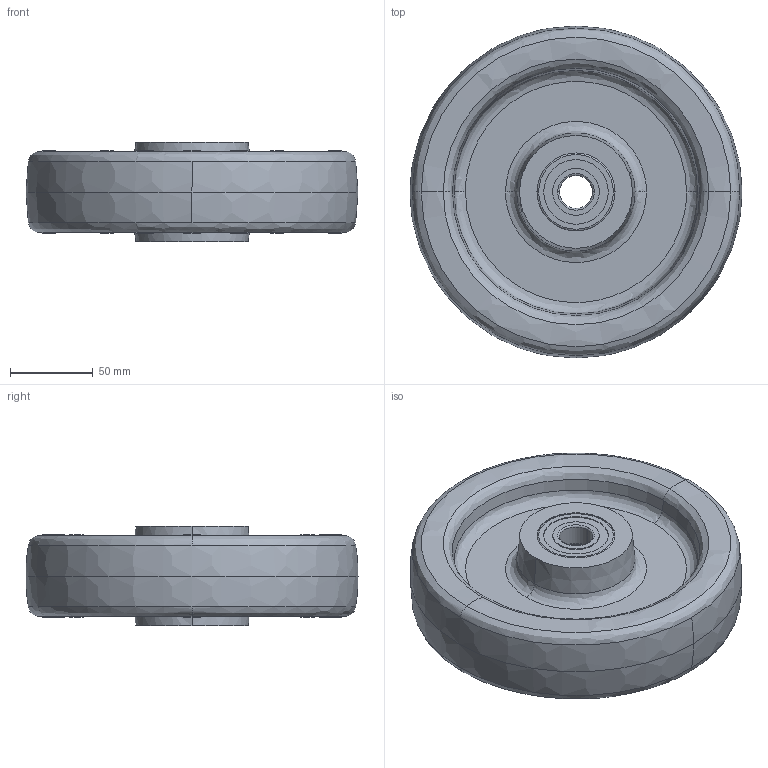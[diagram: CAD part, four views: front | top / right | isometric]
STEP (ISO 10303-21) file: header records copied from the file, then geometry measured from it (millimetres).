
FILE_DESCRIPTION (( 'STEP AP214' ), '1' );
FILE_NAME ('0043897_PAM-200-50-60-K20-VA-EC.STEP', '2016-06-16T08:14:17', ( '' ), ( '' ), 'SwSTEP 2.0', 'SolidWorks 2016', '' );
FILE_SCHEMA (( 'AUTOMOTIVE_DESIGN' ));
Length unit declared in the file: millimetre
Products named in the file (1): 0043897_PAM-200-50-60-K20-VA-EC
Bounding box: 200 x 200 x 60 mm (x, y, z)
Surface area: 116171.5 mm2 (no closed solid volume)
Topology: 0 solids, 4 shells, 78 faces, 168 edges, 102 vertices
Faces by surface type: bspline 20, torus 20, cylinder 14, cone 12, plane 12
Entity records: 4362 total; most frequent: CARTESIAN_POINT 1769, DIRECTION 412, ORIENTED_EDGE 320, AXIS2_PLACEMENT_3D 193, EDGE_CURVE 168, CIRCLE 134, VERTEX_POINT 102, EDGE_LOOP 90
